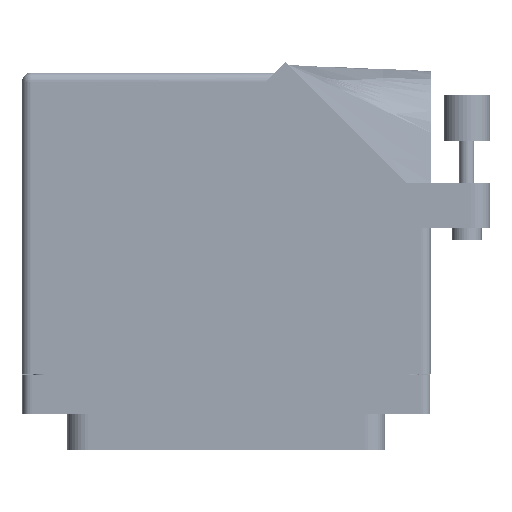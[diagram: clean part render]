
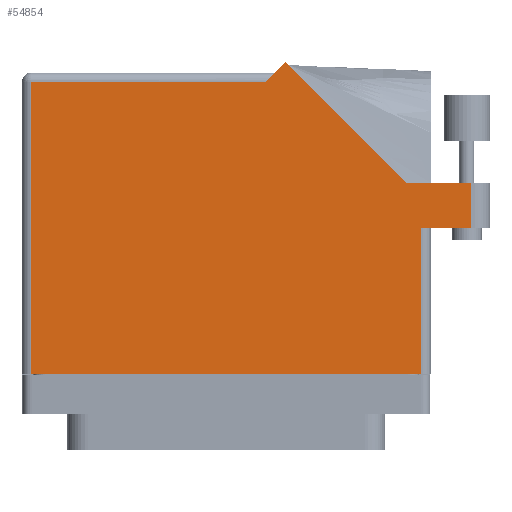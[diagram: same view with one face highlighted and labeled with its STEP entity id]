
A CAD part, front view. The second image highlights one B-rep face of the part: STEP entity #54854.
In plain terms, the highlighted face is planar.
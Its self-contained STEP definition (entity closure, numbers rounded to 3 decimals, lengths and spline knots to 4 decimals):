
#2591 = VERTEX_POINT ( 'NONE', #9147 ) ;
#4429 = DIRECTION ( 'NONE',  ( -1., 0., 0. ) ) ;
#5961 = VERTEX_POINT ( 'NONE', #16157 ) ;
#7850 = ORIENTED_EDGE ( 'NONE', *, *, #74809, .T. ) ;
#9045 = LINE ( 'NONE', #65679, #60789 ) ;
#9147 = CARTESIAN_POINT ( 'NONE',  ( -1.3155, 1.868, 0.765 ) ) ;
#9280 = VERTEX_POINT ( 'NONE', #57358 ) ;
#11228 = CARTESIAN_POINT ( 'NONE',  ( -1.3155, -0.1, 0.765 ) ) ;
#11485 = EDGE_CURVE ( 'NONE', #48403, #9280, #37277, .T. ) ;
#11968 = DIRECTION ( 'NONE',  ( 0., 1., 0. ) ) ;
#12085 = VECTOR ( 'NONE', #79197, 39.3701 ) ;
#12760 = LINE ( 'NONE', #36000, #40789 ) ;
#12809 = DIRECTION ( 'NONE',  ( -0.707, -0.707, 0. ) ) ;
#13853 = FACE_OUTER_BOUND ( 'NONE', #33410, .T. ) ;
#14646 = ORIENTED_EDGE ( 'NONE', *, *, #33368, .T. ) ;
#16157 = CARTESIAN_POINT ( 'NONE',  ( 1.6525, 1.187, 0.765 ) ) ;
#19056 = CARTESIAN_POINT ( 'NONE',  ( 1.6525, 1.187, 0.765 ) ) ;
#25016 = VECTOR ( 'NONE', #27762, 39.3701 ) ;
#25599 = DIRECTION ( 'NONE',  ( -0.707, 0.707, 0. ) ) ;
#26124 = ORIENTED_EDGE ( 'NONE', *, *, #72802, .T. ) ;
#27135 = DIRECTION ( 'NONE',  ( 0., 1., 0. ) ) ;
#27762 = DIRECTION ( 'NONE',  ( -1., 0., 0. ) ) ;
#30220 = EDGE_CURVE ( 'NONE', #5961, #66388, #33642, .T. ) ;
#30449 = LINE ( 'NONE', #86111, #12085 ) ;
#33368 = EDGE_CURVE ( 'NONE', #58106, #2591, #30449, .T. ) ;
#33410 = EDGE_LOOP ( 'NONE', ( #7850, #35922, #80561, #87479, #26124, #14646, #40281, #60211, #60424 ) ) ;
#33642 = LINE ( 'NONE', #56106, #25016 ) ;
#34455 = CARTESIAN_POINT ( 'NONE',  ( 1.3155, -0.1, 0.765 ) ) ;
#35922 = ORIENTED_EDGE ( 'NONE', *, *, #54143, .T. ) ;
#36000 = CARTESIAN_POINT ( 'NONE',  ( 1.3775, 0.88, 0.765 ) ) ;
#37277 = LINE ( 'NONE', #46336, #78257 ) ;
#38467 = CARTESIAN_POINT ( 'NONE',  ( 1.2119, 1.187, 0.765 ) ) ;
#38883 = CARTESIAN_POINT ( 'NONE',  ( -1.3775, -0.1, 0.765 ) ) ;
#39470 = DIRECTION ( 'NONE',  ( 1., 0., 0. ) ) ;
#39671 = DIRECTION ( 'NONE',  ( 0., -1., 0. ) ) ;
#40281 = ORIENTED_EDGE ( 'NONE', *, *, #76928, .T. ) ;
#40789 = VECTOR ( 'NONE', #52570, 39.3701 ) ;
#41308 = CARTESIAN_POINT ( 'NONE',  ( 0.2655, 1.868, 0.765 ) ) ;
#43633 = CARTESIAN_POINT ( 'NONE',  ( 1.6525, 0.88, 0.765 ) ) ;
#45158 = EDGE_CURVE ( 'NONE', #46903, #48403, #52905, .T. ) ;
#46336 = CARTESIAN_POINT ( 'NONE',  ( 1.3155, 0.88, 0.765 ) ) ;
#46402 = LINE ( 'NONE', #74281, #78724 ) ;
#46903 = VERTEX_POINT ( 'NONE', #11228 ) ;
#48403 = VERTEX_POINT ( 'NONE', #34455 ) ;
#52570 = DIRECTION ( 'NONE',  ( 1., 0., 0. ) ) ;
#52905 = LINE ( 'NONE', #38883, #84144 ) ;
#54143 = EDGE_CURVE ( 'NONE', #74259, #5961, #70054, .T. ) ;
#54854 = ADVANCED_FACE ( 'NONE', ( #13853 ), #73091, .F. ) ;
#56106 = CARTESIAN_POINT ( 'NONE',  ( 1.7775, 1.187, 0.765 ) ) ;
#57358 = CARTESIAN_POINT ( 'NONE',  ( 1.3155, 0.88, 0.765 ) ) ;
#58106 = VERTEX_POINT ( 'NONE', #41308 ) ;
#60211 = ORIENTED_EDGE ( 'NONE', *, *, #45158, .T. ) ;
#60424 = ORIENTED_EDGE ( 'NONE', *, *, #11485, .T. ) ;
#60789 = VECTOR ( 'NONE', #25599, 39.3701 ) ;
#64924 = VECTOR ( 'NONE', #12809, 39.3701 ) ;
#65679 = CARTESIAN_POINT ( 'NONE',  ( 1.2119, 1.187, 0.765 ) ) ;
#66388 = VERTEX_POINT ( 'NONE', #38467 ) ;
#70054 = LINE ( 'NONE', #19056, #81925 ) ;
#72802 = EDGE_CURVE ( 'NONE', #85006, #58106, #76739, .T. ) ;
#73091 = PLANE ( 'NONE',  #88099 ) ;
#74259 = VERTEX_POINT ( 'NONE', #43633 ) ;
#74281 = CARTESIAN_POINT ( 'NONE',  ( -1.3155, -0.1, 0.765 ) ) ;
#74809 = EDGE_CURVE ( 'NONE', #9280, #74259, #12760, .T. ) ;
#75169 = CARTESIAN_POINT ( 'NONE',  ( 0.3275, 1.93, 0.765 ) ) ;
#76739 = LINE ( 'NONE', #75169, #64924 ) ;
#76928 = EDGE_CURVE ( 'NONE', #2591, #46903, #46402, .T. ) ;
#78257 = VECTOR ( 'NONE', #11968, 39.3701 ) ;
#78724 = VECTOR ( 'NONE', #39671, 39.3701 ) ;
#79197 = DIRECTION ( 'NONE',  ( -1., 0., 0. ) ) ;
#80561 = ORIENTED_EDGE ( 'NONE', *, *, #30220, .T. ) ;
#81925 = VECTOR ( 'NONE', #27135, 39.3701 ) ;
#84144 = VECTOR ( 'NONE', #39470, 39.3701 ) ;
#85006 = VERTEX_POINT ( 'NONE', #88645 ) ;
#85373 = EDGE_CURVE ( 'NONE', #66388, #85006, #9045, .T. ) ;
#86055 = DIRECTION ( 'NONE',  ( 0., 0., -1. ) ) ;
#86111 = CARTESIAN_POINT ( 'NONE',  ( -1.3775, 1.868, 0.765 ) ) ;
#86973 = CARTESIAN_POINT ( 'NONE',  ( -1.3775, 1.93, 0.765 ) ) ;
#87479 = ORIENTED_EDGE ( 'NONE', *, *, #85373, .T. ) ;
#88099 = AXIS2_PLACEMENT_3D ( 'NONE', #86973, #86055, #4429 ) ;
#88645 = CARTESIAN_POINT ( 'NONE',  ( 0.3982, 2.0007, 0.765 ) ) ;
